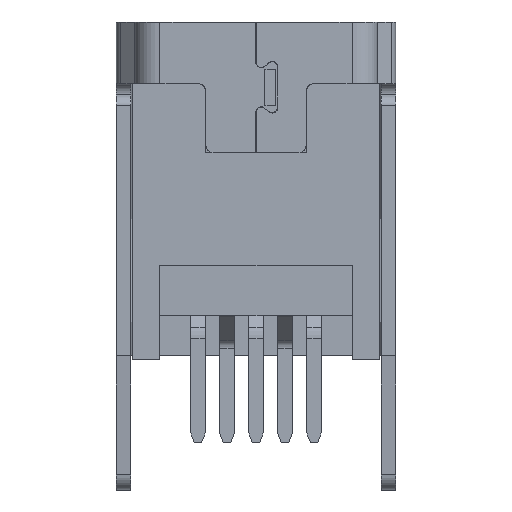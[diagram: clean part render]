
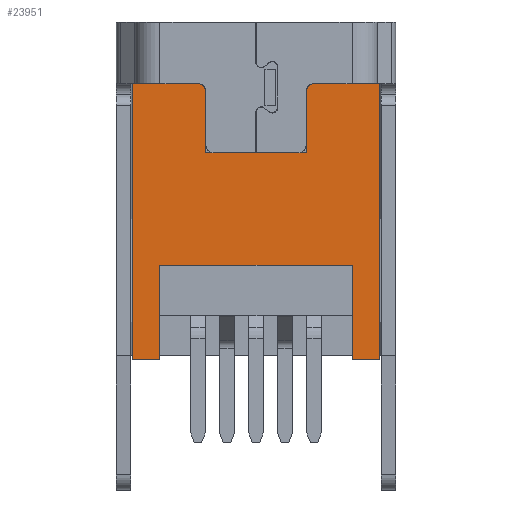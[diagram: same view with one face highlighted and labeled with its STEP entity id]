
A CAD part, top view. The second image highlights one B-rep face of the part: STEP entity #23951.
In plain terms, the highlighted face is planar.
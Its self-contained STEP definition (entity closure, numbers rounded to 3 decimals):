
#234 = EDGE_CURVE ( 'NONE', #29407, #8625, #17760, .T. ) ;
#238 = VECTOR ( 'NONE', #8954, 1000. ) ;
#378 = VECTOR ( 'NONE', #14099, 1000. ) ;
#524 = LINE ( 'NONE', #18874, #29210 ) ;
#742 = CARTESIAN_POINT ( 'NONE',  ( 0.2, 2.65, -3.8 ) ) ;
#885 = EDGE_CURVE ( 'NONE', #12912, #14961, #23815, .T. ) ;
#1455 = ORIENTED_EDGE ( 'NONE', *, *, #4711, .T. ) ;
#2014 = EDGE_CURVE ( 'NONE', #12668, #12912, #28797, .T. ) ;
#2215 = VECTOR ( 'NONE', #20464, 1000. ) ;
#2253 = CARTESIAN_POINT ( 'NONE',  ( -20.938, -2.65, -3.8 ) ) ;
#2453 = LINE ( 'NONE', #16243, #2215 ) ;
#2534 = CARTESIAN_POINT ( 'NONE',  ( -7.2, -1.4, -3.8 ) ) ;
#2676 = AXIS2_PLACEMENT_3D ( 'NONE', #5645, #14673, #16529 ) ;
#2717 = VERTEX_POINT ( 'NONE', #4142 ) ;
#3060 = DIRECTION ( 'NONE',  ( 0., 1., 0. ) ) ;
#3231 = LINE ( 'NONE', #8115, #9326 ) ;
#3698 = LINE ( 'NONE', #26857, #24181 ) ;
#3892 = LINE ( 'NONE', #22338, #6329 ) ;
#4142 = CARTESIAN_POINT ( 'NONE',  ( -7.4, 1.6, -3.8 ) ) ;
#4470 = FACE_OUTER_BOUND ( 'NONE', #23390, .T. ) ;
#4711 = EDGE_CURVE ( 'NONE', #8625, #17926, #11060, .T. ) ;
#5394 = EDGE_CURVE ( 'NONE', #2717, #20977, #3231, .T. ) ;
#5645 = CARTESIAN_POINT ( 'NONE',  ( -7.2, -1.6, -3.8 ) ) ;
#5735 = CARTESIAN_POINT ( 'NONE',  ( -2.4, 2.65, -3.8 ) ) ;
#6125 = DIRECTION ( 'NONE',  ( 0., -1., 0. ) ) ;
#6329 = VECTOR ( 'NONE', #20639, 1000. ) ;
#6706 = CARTESIAN_POINT ( 'NONE',  ( -5.5, 1.4, -3.8 ) ) ;
#6756 = VECTOR ( 'NONE', #6125, 1000. ) ;
#6857 = CARTESIAN_POINT ( 'NONE',  ( -5.5, -1.4, -3.8 ) ) ;
#7497 = EDGE_CURVE ( 'NONE', #28544, #27584, #25731, .T. ) ;
#7646 = CARTESIAN_POINT ( 'NONE',  ( -5.5, 3.4, -3.8 ) ) ;
#7803 = CARTESIAN_POINT ( 'NONE',  ( 0.2, -2.65, -3.8 ) ) ;
#7885 = LINE ( 'NONE', #15245, #14355 ) ;
#8115 = CARTESIAN_POINT ( 'NONE',  ( -7.4, 3.4, -3.8 ) ) ;
#8172 = EDGE_CURVE ( 'NONE', #20526, #13712, #7885, .T. ) ;
#8464 = ORIENTED_EDGE ( 'NONE', *, *, #885, .T. ) ;
#8625 = VERTEX_POINT ( 'NONE', #16563 ) ;
#8711 = CARTESIAN_POINT ( 'NONE',  ( -7.2, 1.6, -3.8 ) ) ;
#8943 = VERTEX_POINT ( 'NONE', #6706 ) ;
#8954 = DIRECTION ( 'NONE',  ( 0., 1., 0. ) ) ;
#9080 = CARTESIAN_POINT ( 'NONE',  ( 0.2, -3.4, -3.8 ) ) ;
#9161 = PLANE ( 'NONE',  #23780 ) ;
#9268 = EDGE_CURVE ( 'NONE', #28544, #29407, #524, .T. ) ;
#9326 = VECTOR ( 'NONE', #21395, 1000. ) ;
#9758 = CARTESIAN_POINT ( 'NONE',  ( -20.938, -1.4, -3.8 ) ) ;
#10073 = DIRECTION ( 'NONE',  ( -1., 0., 0. ) ) ;
#10214 = CARTESIAN_POINT ( 'NONE',  ( -2.4, 3.4, -3.8 ) ) ;
#11060 = LINE ( 'NONE', #2253, #18639 ) ;
#11500 = CARTESIAN_POINT ( 'NONE',  ( 0.2, 2.65, -3.8 ) ) ;
#11802 = ORIENTED_EDGE ( 'NONE', *, *, #8172, .T. ) ;
#11967 = VECTOR ( 'NONE', #16340, 1000. ) ;
#12534 = DIRECTION ( 'NONE',  ( -1., 0., 0. ) ) ;
#12668 = VERTEX_POINT ( 'NONE', #13860 ) ;
#12912 = VERTEX_POINT ( 'NONE', #2534 ) ;
#13132 = ORIENTED_EDGE ( 'NONE', *, *, #9268, .T. ) ;
#13508 = DIRECTION ( 'NONE',  ( 0., 0., -1. ) ) ;
#13617 = EDGE_CURVE ( 'NONE', #25576, #2717, #23420, .T. ) ;
#13712 = VERTEX_POINT ( 'NONE', #23804 ) ;
#13860 = CARTESIAN_POINT ( 'NONE',  ( -7.4, -1.6, -3.8 ) ) ;
#13902 = EDGE_CURVE ( 'NONE', #20526, #17926, #16045, .T. ) ;
#13948 = DIRECTION ( 'NONE',  ( 0., 0., -1. ) ) ;
#14099 = DIRECTION ( 'NONE',  ( 1., 0., 0. ) ) ;
#14191 = CARTESIAN_POINT ( 'NONE',  ( -7.2, 1.4, -3.8 ) ) ;
#14355 = VECTOR ( 'NONE', #12534, 1000. ) ;
#14637 = EDGE_CURVE ( 'NONE', #8943, #25576, #2453, .T. ) ;
#14673 = DIRECTION ( 'NONE',  ( 0., 0., -1. ) ) ;
#14961 = VERTEX_POINT ( 'NONE', #6857 ) ;
#15245 = CARTESIAN_POINT ( 'NONE',  ( -20.938, -3.4, -3.8 ) ) ;
#16045 = LINE ( 'NONE', #25290, #238 ) ;
#16243 = CARTESIAN_POINT ( 'NONE',  ( -20.938, 1.4, -3.8 ) ) ;
#16340 = DIRECTION ( 'NONE',  ( 0., 1., 0. ) ) ;
#16409 = CARTESIAN_POINT ( 'NONE',  ( -20.938, 3.4, -3.8 ) ) ;
#16447 = DIRECTION ( 'NONE',  ( -1., 0., 0. ) ) ;
#16529 = DIRECTION ( 'NONE',  ( 1., 0., 0. ) ) ;
#16563 = CARTESIAN_POINT ( 'NONE',  ( -2.4, -2.65, -3.8 ) ) ;
#17030 = EDGE_CURVE ( 'NONE', #20977, #27584, #3698, .T. ) ;
#17760 = LINE ( 'NONE', #10214, #6756 ) ;
#17926 = VERTEX_POINT ( 'NONE', #7803 ) ;
#18639 = VECTOR ( 'NONE', #27857, 1000. ) ;
#18874 = CARTESIAN_POINT ( 'NONE',  ( -20.938, 2.65, -3.8 ) ) ;
#19078 = ORIENTED_EDGE ( 'NONE', *, *, #13902, .F. ) ;
#19643 = ORIENTED_EDGE ( 'NONE', *, *, #14637, .T. ) ;
#20038 = AXIS2_PLACEMENT_3D ( 'NONE', #8711, #13508, #27447 ) ;
#20464 = DIRECTION ( 'NONE',  ( -1., 0., 0. ) ) ;
#20526 = VERTEX_POINT ( 'NONE', #9080 ) ;
#20639 = DIRECTION ( 'NONE',  ( 0., 1., 0. ) ) ;
#20865 = ORIENTED_EDGE ( 'NONE', *, *, #26849, .T. ) ;
#20977 = VERTEX_POINT ( 'NONE', #29462 ) ;
#21016 = ORIENTED_EDGE ( 'NONE', *, *, #13617, .T. ) ;
#21395 = DIRECTION ( 'NONE',  ( 0., 1., 0. ) ) ;
#21910 = VECTOR ( 'NONE', #3060, 1000. ) ;
#21975 = LINE ( 'NONE', #7646, #21910 ) ;
#22148 = DIRECTION ( 'NONE',  ( 1., 0., 0. ) ) ;
#22338 = CARTESIAN_POINT ( 'NONE',  ( -7.4, 3.4, -3.8 ) ) ;
#23390 = EDGE_LOOP ( 'NONE', ( #13132, #26262, #1455, #19078, #11802, #20865, #26407, #8464, #23524, #19643, #21016, #28101, #27846, #26255 ) ) ;
#23420 = CIRCLE ( 'NONE', #20038, 0.2 ) ;
#23524 = ORIENTED_EDGE ( 'NONE', *, *, #29805, .T. ) ;
#23780 = AXIS2_PLACEMENT_3D ( 'NONE', #16409, #13948, #10073 ) ;
#23804 = CARTESIAN_POINT ( 'NONE',  ( -7.4, -3.4, -3.8 ) ) ;
#23815 = LINE ( 'NONE', #9758, #378 ) ;
#23951 = ADVANCED_FACE ( 'NONE', ( #4470 ), #9161, .T. ) ;
#24181 = VECTOR ( 'NONE', #22148, 1000. ) ;
#25290 = CARTESIAN_POINT ( 'NONE',  ( 0.2, -3.4, -3.8 ) ) ;
#25576 = VERTEX_POINT ( 'NONE', #14191 ) ;
#25731 = LINE ( 'NONE', #11500, #11967 ) ;
#26255 = ORIENTED_EDGE ( 'NONE', *, *, #7497, .F. ) ;
#26262 = ORIENTED_EDGE ( 'NONE', *, *, #234, .T. ) ;
#26407 = ORIENTED_EDGE ( 'NONE', *, *, #2014, .T. ) ;
#26849 = EDGE_CURVE ( 'NONE', #13712, #12668, #3892, .T. ) ;
#26857 = CARTESIAN_POINT ( 'NONE',  ( -20.938, 3.4, -3.8 ) ) ;
#27447 = DIRECTION ( 'NONE',  ( 1., 0., 0. ) ) ;
#27584 = VERTEX_POINT ( 'NONE', #27665 ) ;
#27665 = CARTESIAN_POINT ( 'NONE',  ( 0.2, 3.4, -3.8 ) ) ;
#27846 = ORIENTED_EDGE ( 'NONE', *, *, #17030, .T. ) ;
#27857 = DIRECTION ( 'NONE',  ( 1., 0., 0. ) ) ;
#28101 = ORIENTED_EDGE ( 'NONE', *, *, #5394, .T. ) ;
#28544 = VERTEX_POINT ( 'NONE', #742 ) ;
#28797 = CIRCLE ( 'NONE', #2676, 0.2 ) ;
#29210 = VECTOR ( 'NONE', #16447, 1000. ) ;
#29407 = VERTEX_POINT ( 'NONE', #5735 ) ;
#29462 = CARTESIAN_POINT ( 'NONE',  ( -7.4, 3.4, -3.8 ) ) ;
#29805 = EDGE_CURVE ( 'NONE', #14961, #8943, #21975, .T. ) ;
